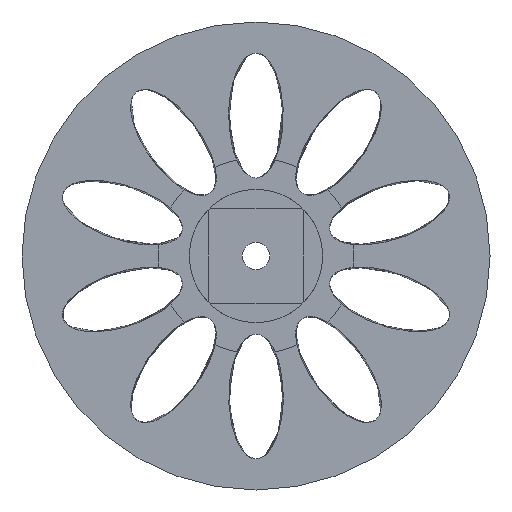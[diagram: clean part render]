
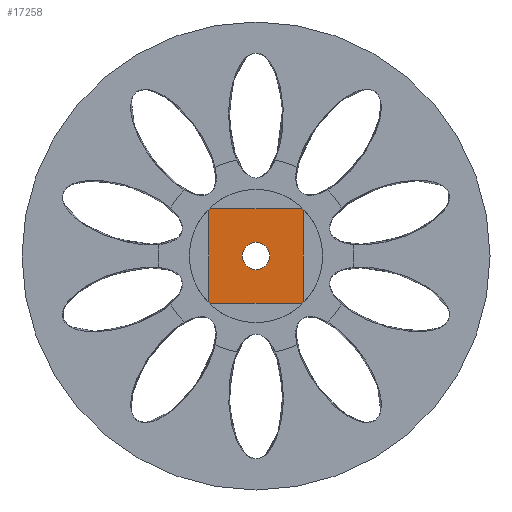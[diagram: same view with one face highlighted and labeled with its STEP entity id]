
A CAD part, front view. The second image highlights one B-rep face of the part: STEP entity #17258.
In plain terms, the highlighted planar face has unit normal (0, -1, 0).
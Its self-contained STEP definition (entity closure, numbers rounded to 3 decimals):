
#97 = DIRECTION ( 'NONE',  ( 0., 0., 1. ) ) ;
#390 = ORIENTED_EDGE ( 'NONE', *, *, #13441, .F. ) ;
#434 = FACE_BOUND ( 'NONE', #5093, .T. ) ;
#1195 = CARTESIAN_POINT ( 'NONE',  ( 0., 9.5, 0. ) ) ;
#1203 = VERTEX_POINT ( 'NONE', #13480 ) ;
#1347 = CIRCLE ( 'NONE', #14350, 1.75 ) ;
#2461 = VERTEX_POINT ( 'NONE', #18254 ) ;
#2977 = CARTESIAN_POINT ( 'NONE',  ( 6.046, 9.5, -6.046 ) ) ;
#3233 = FACE_OUTER_BOUND ( 'NONE', #16338, .T. ) ;
#3358 = DIRECTION ( 'NONE',  ( 0., 0., 1. ) ) ;
#3553 = ORIENTED_EDGE ( 'NONE', *, *, #15920, .T. ) ;
#4203 = DIRECTION ( 'NONE',  ( 0., 1., 0. ) ) ;
#4831 = EDGE_CURVE ( 'NONE', #10706, #9540, #8827, .T. ) ;
#5093 = EDGE_LOOP ( 'NONE', ( #10014, #3553 ) ) ;
#5634 = ORIENTED_EDGE ( 'NONE', *, *, #4831, .T. ) ;
#5862 = DIRECTION ( 'NONE',  ( 0., 0., 1. ) ) ;
#6284 = VECTOR ( 'NONE', #97, 1000. ) ;
#6374 = CARTESIAN_POINT ( 'NONE',  ( -6.046, 9.5, 0. ) ) ;
#7376 = DIRECTION ( 'NONE',  ( 1., 0., 0. ) ) ;
#7903 = DIRECTION ( 'NONE',  ( 0., 0., 1. ) ) ;
#7915 = CIRCLE ( 'NONE', #13470, 1.75 ) ;
#8237 = EDGE_CURVE ( 'NONE', #2461, #17447, #1347, .T. ) ;
#8305 = VECTOR ( 'NONE', #3358, 1000. ) ;
#8827 = LINE ( 'NONE', #15133, #6284 ) ;
#9540 = VERTEX_POINT ( 'NONE', #13699 ) ;
#10014 = ORIENTED_EDGE ( 'NONE', *, *, #8237, .T. ) ;
#10706 = VERTEX_POINT ( 'NONE', #2977 ) ;
#11187 = CARTESIAN_POINT ( 'NONE',  ( 0., 9.5, -1.75 ) ) ;
#11271 = VERTEX_POINT ( 'NONE', #15624 ) ;
#11822 = LINE ( 'NONE', #17819, #16006 ) ;
#12267 = PLANE ( 'NONE',  #13205 ) ;
#12910 = EDGE_CURVE ( 'NONE', #11271, #9540, #11822, .T. ) ;
#13171 = DIRECTION ( 'NONE',  ( 1., 0., 0. ) ) ;
#13175 = VECTOR ( 'NONE', #13171, 1000. ) ;
#13205 = AXIS2_PLACEMENT_3D ( 'NONE', #13424, #13718, #7903 ) ;
#13424 = CARTESIAN_POINT ( 'NONE',  ( 0., 9.5, 0. ) ) ;
#13441 = EDGE_CURVE ( 'NONE', #1203, #11271, #15188, .T. ) ;
#13470 = AXIS2_PLACEMENT_3D ( 'NONE', #1195, #4203, #5862 ) ;
#13480 = CARTESIAN_POINT ( 'NONE',  ( -6.046, 9.5, -6.046 ) ) ;
#13496 = ORIENTED_EDGE ( 'NONE', *, *, #12910, .F. ) ;
#13699 = CARTESIAN_POINT ( 'NONE',  ( 6.046, 9.5, 6.046 ) ) ;
#13718 = DIRECTION ( 'NONE',  ( 0., 1., 0. ) ) ;
#14350 = AXIS2_PLACEMENT_3D ( 'NONE', #17748, #16297, #16194 ) ;
#14893 = ORIENTED_EDGE ( 'NONE', *, *, #15091, .T. ) ;
#14912 = CARTESIAN_POINT ( 'NONE',  ( 0., 9.5, -6.046 ) ) ;
#15091 = EDGE_CURVE ( 'NONE', #1203, #10706, #15982, .T. ) ;
#15133 = CARTESIAN_POINT ( 'NONE',  ( 6.046, 9.5, 0. ) ) ;
#15188 = LINE ( 'NONE', #6374, #8305 ) ;
#15624 = CARTESIAN_POINT ( 'NONE',  ( -6.046, 9.5, 6.046 ) ) ;
#15920 = EDGE_CURVE ( 'NONE', #17447, #2461, #7915, .T. ) ;
#15982 = LINE ( 'NONE', #14912, #13175 ) ;
#16006 = VECTOR ( 'NONE', #7376, 1000. ) ;
#16194 = DIRECTION ( 'NONE',  ( 0., 0., 1. ) ) ;
#16297 = DIRECTION ( 'NONE',  ( 0., 1., 0. ) ) ;
#16338 = EDGE_LOOP ( 'NONE', ( #390, #14893, #5634, #13496 ) ) ;
#17258 = ADVANCED_FACE ( 'NONE', ( #434, #3233 ), #12267, .F. ) ;
#17447 = VERTEX_POINT ( 'NONE', #11187 ) ;
#17748 = CARTESIAN_POINT ( 'NONE',  ( 0., 9.5, 0. ) ) ;
#17819 = CARTESIAN_POINT ( 'NONE',  ( 0., 9.5, 6.046 ) ) ;
#18254 = CARTESIAN_POINT ( 'NONE',  ( 0., 9.5, 1.75 ) ) ;
